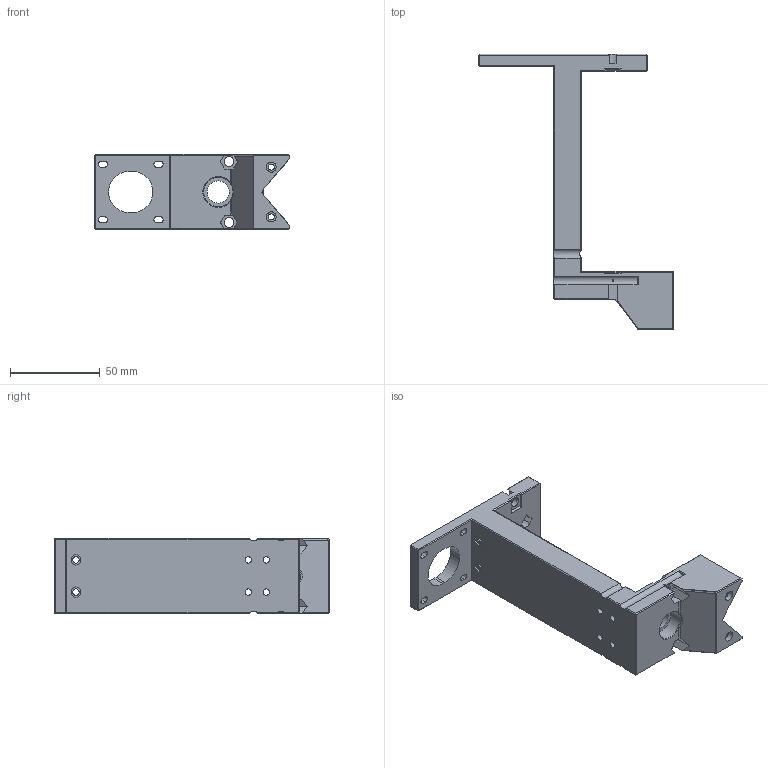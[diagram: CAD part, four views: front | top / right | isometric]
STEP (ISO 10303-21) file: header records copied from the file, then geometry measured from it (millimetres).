
FILE_DESCRIPTION(/* description */ (''),/* implementation_level */ '2;1');
FILE_NAME(/* name */ 'Josh''Replistruder4_Backbone.stp',/* time_stamp */ '2020-05-04T10:03:06-04:00',/* author */ ('Josh'),/* organization */ (''),/* preprocessor_version */ 'ST-DEVELOPER v18',/* originating_system */ 'Autodesk Inventor 2020',/* authorisation */ '');
FILE_SCHEMA (('AUTOMOTIVE_DESIGN { 1 0 10303 214 3 1 1 }'));
Length unit declared in the file: inch
Products named in the file (1): Replistruder4_Backbone
Bounding box: 108.62 x 153.62 x 42 mm (x, y, z)
Volume: 102680 mm3; surface area: 37868.2 mm2
Topology: 1 solids, 1 shells, 288 faces, 764 edges, 487 vertices
Faces by surface type: plane 232, cylinder 49, cone 6, bspline 1
Full cylindrical faces by diameter (mm): 3.4 x4, 3.6 x6, 5.4 x4, 5.6 x4, 5.7 x6, 12.4 x2, 16.2 x1, 16.4 x1
Entity records: 9057 total; most frequent: CARTESIAN_POINT 1668, ORIENTED_EDGE 1528, DIRECTION 1488, EDGE_CURVE 764, LINE 598, VECTOR 598, VERTEX_POINT 487, AXIS2_PLACEMENT_3D 445
